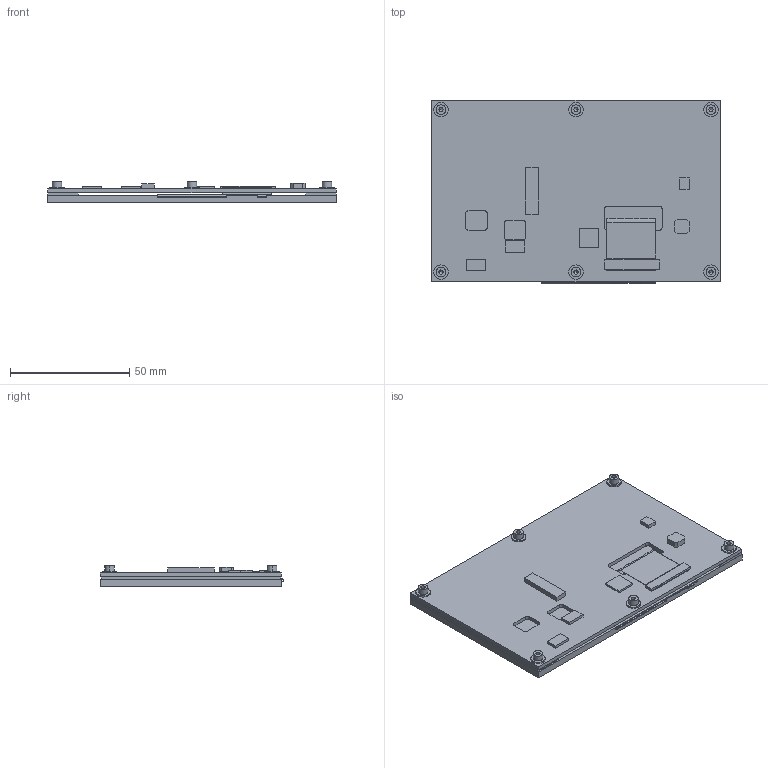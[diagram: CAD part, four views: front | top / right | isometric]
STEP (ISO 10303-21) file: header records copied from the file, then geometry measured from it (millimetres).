
FILE_DESCRIPTION (( 'STEP AP214' ), '1' );
FILE_NAME ('CFAF800480E1050SN-A2.STEP', '2021-06-16T19:08:54', ( '' ), ( '' ), 'SwSTEP 2.0', 'SolidWorks 2021', '' );
FILE_SCHEMA (( 'AUTOMOTIVE_DESIGN' ));
Length unit declared in the file: millimetre
Products named in the file (4): cfa_10100_PCB; clear_1mm_tape; CFAF800480E1-050SN drawing; CFAF800480E1050SN-A2
Assembly tree (4 placements, depth 2):
  CFAF800480E1050SN-A2
    cfa_10100_PCB
    CFAF800480E1-050SN drawing
    clear_1mm_tape  x2
Bounding box: 120.7 x 76.73 x 8.75 mm (x, y, z)
Volume: 27161.4 mm3; surface area: 46086.9 mm2
Topology: 2 solids, 5 shells, 344 faces, 924 edges, 606 vertices
Faces by surface type: plane 276, cylinder 54, cone 12, bspline 2
Entity records: 14895 total; most frequent: CARTESIAN_POINT 3580, ORIENTED_EDGE 1800, DIRECTION 1170, EDGE_CURVE 900, VERTEX_POINT 598, B_SPLINE_CURVE_WITH_KNOTS 532, AXIS2_PLACEMENT_3D 458, EDGE_LOOP 372
